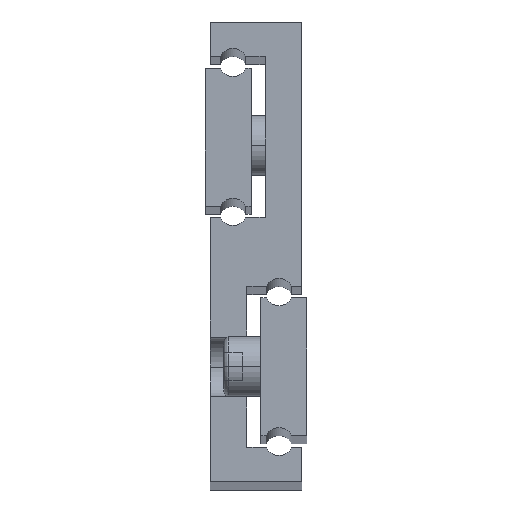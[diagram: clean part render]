
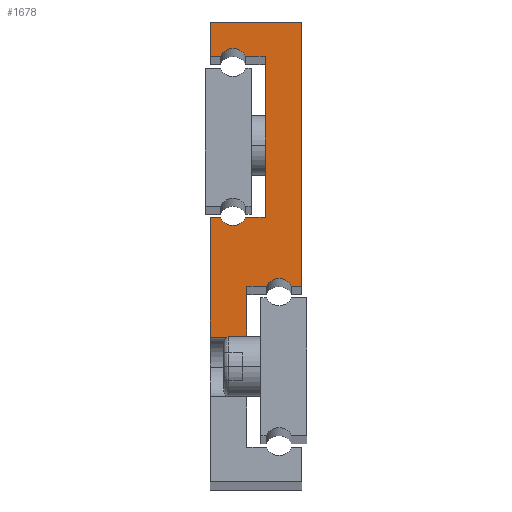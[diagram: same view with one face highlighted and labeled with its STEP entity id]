
A CAD part, top view. The second image highlights one B-rep face of the part: STEP entity #1678.
In plain terms, the highlighted planar face has unit normal (0, 0, 1).
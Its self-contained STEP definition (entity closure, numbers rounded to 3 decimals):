
#29 = ORIENTED_EDGE ( 'NONE', *, *, #1933, .T. ) ;
#40 = VERTEX_POINT ( 'NONE', #634 ) ;
#43 = CARTESIAN_POINT ( 'NONE',  ( 7.727, 92.5, 500. ) ) ;
#52 = CARTESIAN_POINT ( 'NONE',  ( 12., 92.5, 500. ) ) ;
#66 = CARTESIAN_POINT ( 'NONE',  ( 17.727, 42.5, 500. ) ) ;
#90 = LINE ( 'NONE', #767, #1162 ) ;
#104 = VECTOR ( 'NONE', #236, 1000. ) ;
#140 = VECTOR ( 'NONE', #1224, 1000. ) ;
#142 = DIRECTION ( 'NONE',  ( -1., 0., 0. ) ) ;
#155 = CARTESIAN_POINT ( 'NONE',  ( 20., 100., 500. ) ) ;
#166 = VECTOR ( 'NONE', #786, 1000. ) ;
#183 = EDGE_CURVE ( 'NONE', #2012, #40, #510, .T. ) ;
#236 = DIRECTION ( 'NONE',  ( 0., -1., 0. ) ) ;
#281 = DIRECTION ( 'NONE',  ( -1., 0., 0. ) ) ;
#284 = CARTESIAN_POINT ( 'NONE',  ( 5., 58.75, 500. ) ) ;
#317 = CARTESIAN_POINT ( 'NONE',  ( 0., 92.5, 500. ) ) ;
#336 = DIRECTION ( 'NONE',  ( 0., -1., 0. ) ) ;
#343 = LINE ( 'NONE', #1368, #349 ) ;
#348 = LINE ( 'NONE', #1549, #1867 ) ;
#349 = VECTOR ( 'NONE', #1027, 1000. ) ;
#357 = EDGE_CURVE ( 'NONE', #2164, #937, #1091, .T. ) ;
#358 = DIRECTION ( 'NONE',  ( -1., 0., 0. ) ) ;
#380 = CARTESIAN_POINT ( 'NONE',  ( 7.727, 92.5, 500. ) ) ;
#405 = CARTESIAN_POINT ( 'NONE',  ( 5., 58.75, 500. ) ) ;
#427 = DIRECTION ( 'NONE',  ( 0., 0., -1. ) ) ;
#467 = EDGE_CURVE ( 'NONE', #1317, #2164, #343, .T. ) ;
#495 = ORIENTED_EDGE ( 'NONE', *, *, #357, .T. ) ;
#499 = AXIS2_PLACEMENT_3D ( 'NONE', #284, #1501, #142 ) ;
#510 = LINE ( 'NONE', #1728, #140 ) ;
#515 = EDGE_LOOP ( 'NONE', ( #931, #2139, #776, #2199, #695, #1918, #1212, #1153, #495, #1943, #1096, #875, #771, #1442, #802, #29 ) ) ;
#560 = DIRECTION ( 'NONE',  ( -1., 0., 0. ) ) ;
#600 = VERTEX_POINT ( 'NONE', #43 ) ;
#631 = CARTESIAN_POINT ( 'NONE',  ( 0., 31.5, 500. ) ) ;
#634 = CARTESIAN_POINT ( 'NONE',  ( 20., 42.5, 500. ) ) ;
#644 = CARTESIAN_POINT ( 'NONE',  ( 8., 42.5, 500. ) ) ;
#673 = CARTESIAN_POINT ( 'NONE',  ( 7.727, 57.5, 500. ) ) ;
#677 = VERTEX_POINT ( 'NONE', #1599 ) ;
#695 = ORIENTED_EDGE ( 'NONE', *, *, #2129, .T. ) ;
#723 = EDGE_CURVE ( 'NONE', #1138, #1303, #1624, .T. ) ;
#725 = CIRCLE ( 'NONE', #866, 3. ) ;
#753 = EDGE_CURVE ( 'NONE', #1680, #1138, #909, .T. ) ;
#767 = CARTESIAN_POINT ( 'NONE',  ( 0., 92.5, 500. ) ) ;
#771 = ORIENTED_EDGE ( 'NONE', *, *, #1052, .T. ) ;
#776 = ORIENTED_EDGE ( 'NONE', *, *, #723, .T. ) ;
#784 = VECTOR ( 'NONE', #1247, 1000. ) ;
#786 = DIRECTION ( 'NONE',  ( 1., 0., 0. ) ) ;
#802 = ORIENTED_EDGE ( 'NONE', *, *, #1157, .T. ) ;
#809 = VERTEX_POINT ( 'NONE', #946 ) ;
#866 = AXIS2_PLACEMENT_3D ( 'NONE', #1130, #1994, #281 ) ;
#875 = ORIENTED_EDGE ( 'NONE', *, *, #2009, .T. ) ;
#906 = DIRECTION ( 'NONE',  ( -1., 0., 0. ) ) ;
#909 = LINE ( 'NONE', #1979, #166 ) ;
#928 = CARTESIAN_POINT ( 'NONE',  ( 2.273, 92.5, 500. ) ) ;
#931 = ORIENTED_EDGE ( 'NONE', *, *, #1819, .T. ) ;
#937 = VERTEX_POINT ( 'NONE', #317 ) ;
#946 = CARTESIAN_POINT ( 'NONE',  ( 0., 57.5, 500. ) ) ;
#967 = VECTOR ( 'NONE', #1421, 1000. ) ;
#980 = DIRECTION ( 'NONE',  ( 1., 0., 0. ) ) ;
#1027 = DIRECTION ( 'NONE',  ( -1., 0., 0. ) ) ;
#1034 = LINE ( 'NONE', #52, #1099 ) ;
#1052 = EDGE_CURVE ( 'NONE', #677, #1110, #1034, .T. ) ;
#1062 = CIRCLE ( 'NONE', #1590, 3. ) ;
#1091 = LINE ( 'NONE', #1765, #104 ) ;
#1096 = ORIENTED_EDGE ( 'NONE', *, *, #1679, .T. ) ;
#1099 = VECTOR ( 'NONE', #1700, 1000. ) ;
#1110 = VERTEX_POINT ( 'NONE', #1585 ) ;
#1130 = CARTESIAN_POINT ( 'NONE',  ( 15., 41.25, 500. ) ) ;
#1131 = VERTEX_POINT ( 'NONE', #1436 ) ;
#1138 = VERTEX_POINT ( 'NONE', #1462 ) ;
#1142 = EDGE_CURVE ( 'NONE', #1110, #1827, #1966, .T. ) ;
#1153 = ORIENTED_EDGE ( 'NONE', *, *, #467, .T. ) ;
#1157 = EDGE_CURVE ( 'NONE', #1827, #1554, #1062, .T. ) ;
#1162 = VECTOR ( 'NONE', #2131, 1000. ) ;
#1209 = CARTESIAN_POINT ( 'NONE',  ( 0., 57.5, 500. ) ) ;
#1212 = ORIENTED_EDGE ( 'NONE', *, *, #1608, .T. ) ;
#1224 = DIRECTION ( 'NONE',  ( 1., 0., 0. ) ) ;
#1247 = DIRECTION ( 'NONE',  ( 0., 1., 0. ) ) ;
#1265 = LINE ( 'NONE', #1751, #967 ) ;
#1279 = LINE ( 'NONE', #1955, #784 ) ;
#1303 = VERTEX_POINT ( 'NONE', #644 ) ;
#1317 = VERTEX_POINT ( 'NONE', #155 ) ;
#1368 = CARTESIAN_POINT ( 'NONE',  ( 20., 100., 500. ) ) ;
#1421 = DIRECTION ( 'NONE',  ( 1., 0., 0. ) ) ;
#1436 = CARTESIAN_POINT ( 'NONE',  ( 12.273, 42.5, 500. ) ) ;
#1442 = ORIENTED_EDGE ( 'NONE', *, *, #1142, .T. ) ;
#1462 = CARTESIAN_POINT ( 'NONE',  ( 8., 31.5, 500. ) ) ;
#1489 = DIRECTION ( 'NONE',  ( 0., 0., -1. ) ) ;
#1500 = CARTESIAN_POINT ( 'NONE',  ( 0., 100., 500. ) ) ;
#1501 = DIRECTION ( 'NONE',  ( 0., 0., -1. ) ) ;
#1511 = VECTOR ( 'NONE', #1579, 1000. ) ;
#1549 = CARTESIAN_POINT ( 'NONE',  ( 0., 0., 500. ) ) ;
#1554 = VERTEX_POINT ( 'NONE', #1594 ) ;
#1560 = LINE ( 'NONE', #1209, #1799 ) ;
#1579 = DIRECTION ( 'NONE',  ( 1., 0., 0. ) ) ;
#1585 = CARTESIAN_POINT ( 'NONE',  ( 12., 57.5, 500. ) ) ;
#1590 = AXIS2_PLACEMENT_3D ( 'NONE', #405, #427, #906 ) ;
#1594 = CARTESIAN_POINT ( 'NONE',  ( 2.273, 57.5, 500. ) ) ;
#1599 = CARTESIAN_POINT ( 'NONE',  ( 12., 92.5, 500. ) ) ;
#1608 = EDGE_CURVE ( 'NONE', #40, #1317, #1279, .T. ) ;
#1624 = LINE ( 'NONE', #1639, #1763 ) ;
#1638 = VERTEX_POINT ( 'NONE', #928 ) ;
#1639 = CARTESIAN_POINT ( 'NONE',  ( 8., 7.5, 500. ) ) ;
#1655 = FACE_OUTER_BOUND ( 'NONE', #515, .T. ) ;
#1678 = ADVANCED_FACE ( 'NONE', ( #1655 ), #1996, .F. ) ;
#1679 = EDGE_CURVE ( 'NONE', #1638, #600, #1713, .T. ) ;
#1680 = VERTEX_POINT ( 'NONE', #631 ) ;
#1700 = DIRECTION ( 'NONE',  ( 0., -1., 0. ) ) ;
#1713 = CIRCLE ( 'NONE', #1789, 3. ) ;
#1728 = CARTESIAN_POINT ( 'NONE',  ( 20., 42.5, 500. ) ) ;
#1751 = CARTESIAN_POINT ( 'NONE',  ( 12.273, 42.5, 500. ) ) ;
#1763 = VECTOR ( 'NONE', #1960, 1000. ) ;
#1765 = CARTESIAN_POINT ( 'NONE',  ( 0., 100., 500. ) ) ;
#1785 = LINE ( 'NONE', #380, #1511 ) ;
#1789 = AXIS2_PLACEMENT_3D ( 'NONE', #2181, #1489, #980 ) ;
#1799 = VECTOR ( 'NONE', #358, 1000. ) ;
#1819 = EDGE_CURVE ( 'NONE', #809, #1680, #348, .T. ) ;
#1827 = VERTEX_POINT ( 'NONE', #673 ) ;
#1867 = VECTOR ( 'NONE', #336, 1000. ) ;
#1918 = ORIENTED_EDGE ( 'NONE', *, *, #183, .T. ) ;
#1933 = EDGE_CURVE ( 'NONE', #1554, #809, #1560, .T. ) ;
#1934 = CARTESIAN_POINT ( 'NONE',  ( 7.727, 57.5, 500. ) ) ;
#1943 = ORIENTED_EDGE ( 'NONE', *, *, #2074, .T. ) ;
#1955 = CARTESIAN_POINT ( 'NONE',  ( 20., 100., 500. ) ) ;
#1960 = DIRECTION ( 'NONE',  ( 0., 1., 0. ) ) ;
#1966 = LINE ( 'NONE', #1934, #2090 ) ;
#1979 = CARTESIAN_POINT ( 'NONE',  ( 0., 31.5, 500. ) ) ;
#1994 = DIRECTION ( 'NONE',  ( 0., 0., -1. ) ) ;
#1996 = PLANE ( 'NONE',  #499 ) ;
#2009 = EDGE_CURVE ( 'NONE', #600, #677, #1785, .T. ) ;
#2012 = VERTEX_POINT ( 'NONE', #66 ) ;
#2043 = EDGE_CURVE ( 'NONE', #1303, #1131, #1265, .T. ) ;
#2074 = EDGE_CURVE ( 'NONE', #937, #1638, #90, .T. ) ;
#2090 = VECTOR ( 'NONE', #560, 1000. ) ;
#2129 = EDGE_CURVE ( 'NONE', #1131, #2012, #725, .T. ) ;
#2131 = DIRECTION ( 'NONE',  ( 1., 0., 0. ) ) ;
#2139 = ORIENTED_EDGE ( 'NONE', *, *, #753, .T. ) ;
#2164 = VERTEX_POINT ( 'NONE', #1500 ) ;
#2181 = CARTESIAN_POINT ( 'NONE',  ( 5., 91.25, 500. ) ) ;
#2199 = ORIENTED_EDGE ( 'NONE', *, *, #2043, .T. ) ;
